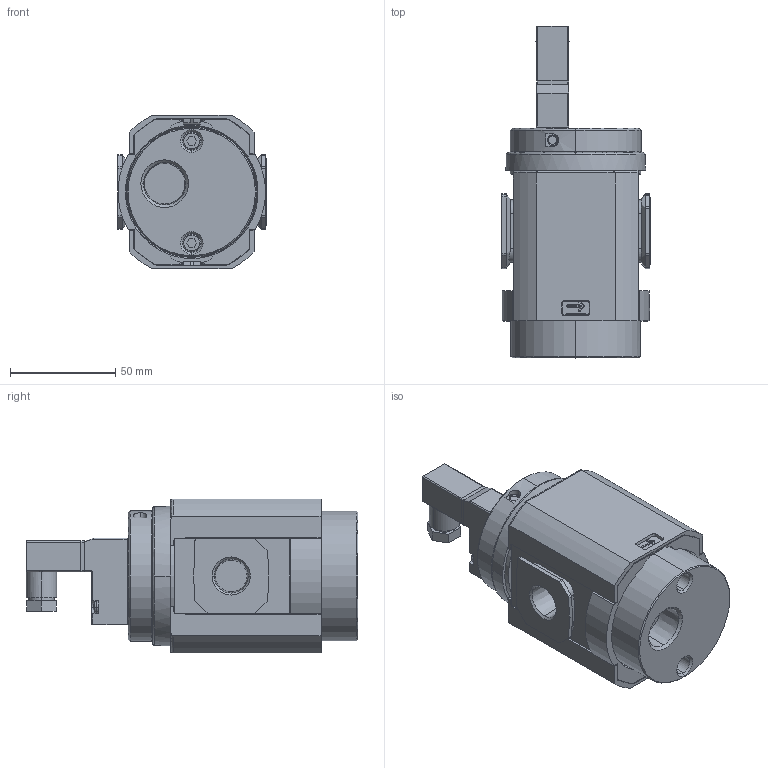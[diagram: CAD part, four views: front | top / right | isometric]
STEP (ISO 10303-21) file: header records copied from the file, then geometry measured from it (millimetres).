
FILE_DESCRIPTION (( 'STEP AP203' ), '1' );
FILE_NAME ('P84C-3AT-PFA.step', '2021-09-13T13:25:29', ( '' ), ( '' ), 'SwSTEP 2.0', 'SolidWorks 2021', '' );
FILE_SCHEMA (( 'CONFIG_CONTROL_DESIGN' ));
Length unit declared in the file: millimetre
Products named in the file (1): P84C-3AT-PFA
Bounding box: 70.25 x 157.35 x 73 mm (x, y, z)
Volume: 424368.4 mm3; surface area: 95455.9 mm2
Topology: 7 solids, 7 shells, 843 faces, 2192 edges, 1413 vertices
Faces by surface type: plane 396, cylinder 250, cone 139, bspline 54, torus 4
Entity records: 27913 total; most frequent: CARTESIAN_POINT 7381, ORIENTED_EDGE 4336, DIRECTION 4185, EDGE_CURVE 2168, AXIS2_PLACEMENT_3D 1491, VERTEX_POINT 1413, LINE 1203, VECTOR 1203
